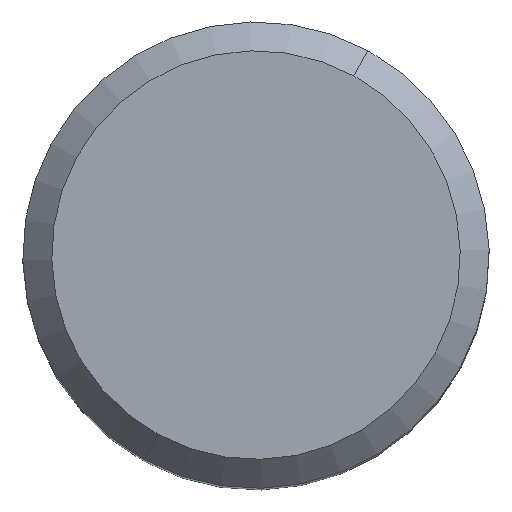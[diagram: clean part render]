
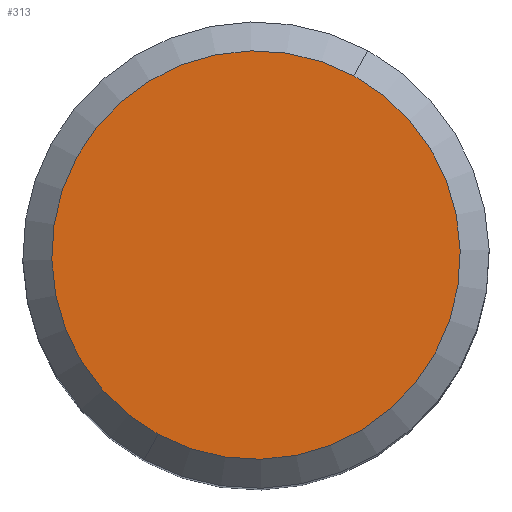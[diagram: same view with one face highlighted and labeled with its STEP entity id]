
A CAD part, top view. The second image highlights one B-rep face of the part: STEP entity #313.
In plain terms, the highlighted planar face has unit normal (0, 0, 1).
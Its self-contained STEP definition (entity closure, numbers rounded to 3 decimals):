
#146=AXIS2_PLACEMENT_3D('Circle Axis2P3D',#144,#145,$) ;
#165=AXIS2_PLACEMENT_3D('Circle Axis2P3D',#163,#164,$) ;
#307=AXIS2_PLACEMENT_3D('Plane Axis2P3D',#304,#305,#306) ;
#141=CARTESIAN_POINT('Vertex',(5.25,9.61,110.5)) ;
#144=CARTESIAN_POINT('Axis2P3D Location',(0.,0.,110.5)) ;
#148=CARTESIAN_POINT('Vertex',(-5.25,-9.61,110.5)) ;
#163=CARTESIAN_POINT('Axis2P3D Location',(0.,0.,110.5)) ;
#304=CARTESIAN_POINT('Axis2P3D Location',(0.,10.95,110.5)) ;
#145=DIRECTION('Axis2P3D Direction',(0.,0.,-1.)) ;
#164=DIRECTION('Axis2P3D Direction',(0.,0.,-1.)) ;
#305=DIRECTION('Axis2P3D Direction',(0.,0.,-1.)) ;
#306=DIRECTION('Axis2P3D XDirection',(0.,1.,0.)) ;
#310=ORIENTED_EDGE('',*,*,#150,.F.) ;
#311=ORIENTED_EDGE('',*,*,#167,.F.) ;
#313=ADVANCED_FACE('NO_CUT',(#312),#308,.F.) ;
#147=CIRCLE('generated circle',#146,10.95) ;
#166=CIRCLE('generated circle',#165,10.95) ;
#150=EDGE_CURVE('',#142,#149,#147,.T.) ;
#167=EDGE_CURVE('',#149,#142,#166,.T.) ;
#309=EDGE_LOOP('',(#310,#311)) ;
#312=FACE_OUTER_BOUND('',#309,.T.) ;
#308=PLANE('Plane',#307) ;
#142=VERTEX_POINT('',#141) ;
#149=VERTEX_POINT('',#148) ;
